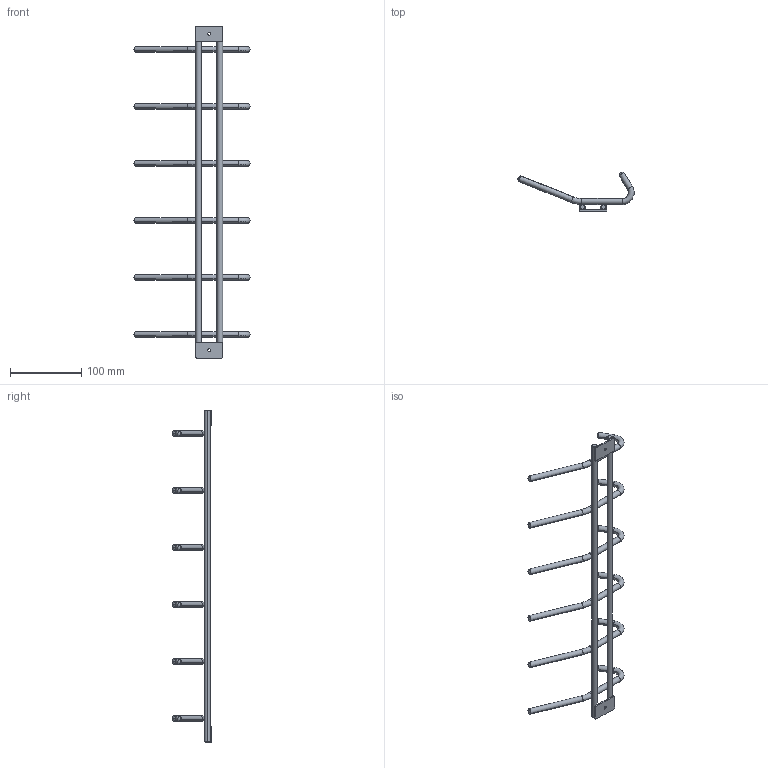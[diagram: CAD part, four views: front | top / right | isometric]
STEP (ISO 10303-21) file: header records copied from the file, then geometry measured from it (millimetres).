
FILE_DESCRIPTION(('Creo Elements/Direct Modeling STEP Export'),'2;1');
FILE_NAME('2196-460.stp','2024-09-12T10:56:20',(''),(''),'Creo Elements/Direct Modeling STEP processor for AP214 (Solid Model)','Creo Elements/Direct Modeling 20.0 12-Nov-2016 (C) Parametric Technology GmbH','');
FILE_SCHEMA(('AUTOMOTIVE_DESIGN { 1 0 10303 214 1 1 1 1 }'));
Length unit declared in the file: millimetre
Products named in the file (4): Haken.2; Schraubplatte.1; Stange; NI-8427
Assembly tree (10 placements, depth 2):
  NI-8427
    Haken.2  x6
    Stange  x2
    Schraubplatte.1  x2
Bounding box: 162.97 x 54.99 x 466 mm (x, y, z)
Volume: 110880.8 mm3; surface area: 58207.1 mm2
Topology: 10 solids, 10 shells, 136 faces, 328 edges, 188 vertices
Faces by surface type: cylinder 48, torus 36, sphere 24, plane 16, cone 12
Entity records: 1074 total; most frequent: DIRECTION 182, ORIENTED_EDGE 160, CARTESIAN_POINT 156, EDGE_CURVE 80, AXIS2_PLACEMENT_3D 76, VERTEX_POINT 50, EDGE_LOOP 38, FACE_OUTER_BOUND 36
